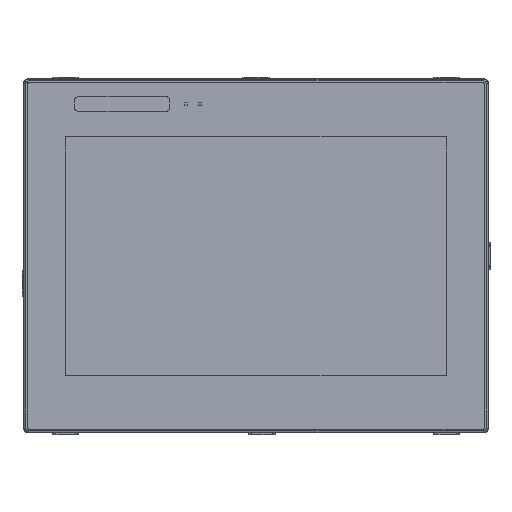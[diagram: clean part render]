
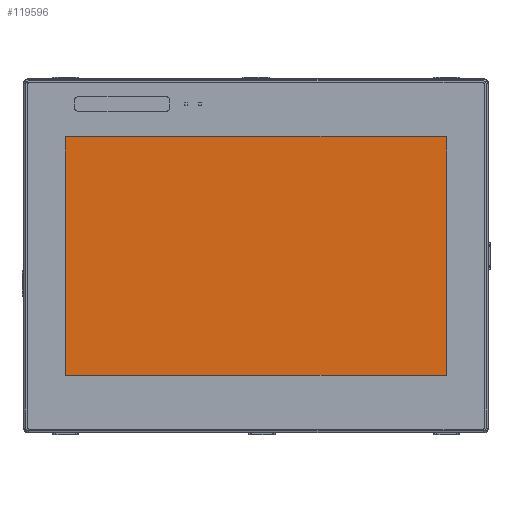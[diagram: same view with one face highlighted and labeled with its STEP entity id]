
A CAD part, top view. The second image highlights one B-rep face of the part: STEP entity #119596.
In plain terms, the highlighted planar face has unit normal (0, 0, 1).
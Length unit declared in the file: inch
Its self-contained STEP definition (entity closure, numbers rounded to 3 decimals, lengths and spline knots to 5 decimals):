
#98 = CARTESIAN_POINT ( 'NONE',  ( 11.03919, 7.65354, 1.19244 ) ) ;
#220 = EDGE_CURVE ( 'NONE', #108532, #114929, #165500, .T. ) ;
#10214 = DIRECTION ( 'NONE',  ( 0., 0., -1. ) ) ;
#10520 = DIRECTION ( 'NONE',  ( 1., 0., 0. ) ) ;
#11743 = CIRCLE ( 'NONE', #107980, 0.03937 ) ;
#12394 = CIRCLE ( 'NONE', #149273, 0.03937 ) ;
#14976 = AXIS2_PLACEMENT_3D ( 'NONE', #24259, #113220, #10520 ) ;
#16003 = ORIENTED_EDGE ( 'NONE', *, *, #150902, .F. ) ;
#17517 = ORIENTED_EDGE ( 'NONE', *, *, #125334, .F. ) ;
#18928 = CARTESIAN_POINT ( 'NONE',  ( 11.03919, 7.61417, 1.19244 ) ) ;
#20984 = DIRECTION ( 'NONE',  ( 1., 0., 0. ) ) ;
#21221 = VERTEX_POINT ( 'NONE', #47160 ) ;
#21868 = DIRECTION ( 'NONE',  ( 1., 0., 0. ) ) ;
#22051 = DIRECTION ( 'NONE',  ( -1., 0., 0. ) ) ;
#24259 = CARTESIAN_POINT ( 'NONE',  ( 11.03919, 1.24016, 1.19244 ) ) ;
#29402 = LINE ( 'NONE', #108864, #130426 ) ;
#34442 = ORIENTED_EDGE ( 'NONE', *, *, #137893, .F. ) ;
#34930 = CARTESIAN_POINT ( 'NONE',  ( 11.03919, 1.20079, 1.19244 ) ) ;
#35074 = EDGE_CURVE ( 'NONE', #105152, #91111, #119906, .T. ) ;
#35806 = PLANE ( 'NONE',  #127837 ) ;
#37609 = CARTESIAN_POINT ( 'NONE',  ( 11.07856, 1.24016, 1.19244 ) ) ;
#46594 = DIRECTION ( 'NONE',  ( 0., 0., -1. ) ) ;
#47160 = CARTESIAN_POINT ( 'NONE',  ( 0.76753, 1.24016, 1.19244 ) ) ;
#49479 = ORIENTED_EDGE ( 'NONE', *, *, #220, .F. ) ;
#57261 = VECTOR ( 'NONE', #177761, 39.37008 ) ;
#66492 = CARTESIAN_POINT ( 'NONE',  ( 0.76753, 0., 1.19244 ) ) ;
#73932 = CARTESIAN_POINT ( 'NONE',  ( 0.8069, 7.61417, 1.19244 ) ) ;
#74199 = EDGE_LOOP ( 'NONE', ( #123747, #117338, #16003, #157200, #159121, #17517, #34442, #49479 ) ) ;
#84103 = DIRECTION ( 'NONE',  ( -1., 0., 0. ) ) ;
#85106 = VECTOR ( 'NONE', #141070, 39.37008 ) ;
#85467 = LINE ( 'NONE', #168456, #85106 ) ;
#91111 = VERTEX_POINT ( 'NONE', #34930 ) ;
#91302 = VERTEX_POINT ( 'NONE', #98 ) ;
#92938 = LINE ( 'NONE', #66492, #57261 ) ;
#93389 = VERTEX_POINT ( 'NONE', #95682 ) ;
#95682 = CARTESIAN_POINT ( 'NONE',  ( 11.07856, 7.61417, 1.19244 ) ) ;
#102887 = DIRECTION ( 'NONE',  ( 1., 0., 0. ) ) ;
#105152 = VERTEX_POINT ( 'NONE', #37609 ) ;
#106006 = CARTESIAN_POINT ( 'NONE',  ( 0., 0., 1.19244 ) ) ;
#107980 = AXIS2_PLACEMENT_3D ( 'NONE', #173501, #10214, #176225 ) ;
#108532 = VERTEX_POINT ( 'NONE', #124145 ) ;
#108864 = CARTESIAN_POINT ( 'NONE',  ( 0., 1.20079, 1.19244 ) ) ;
#109157 = CARTESIAN_POINT ( 'NONE',  ( 0.8069, 1.20079, 1.19244 ) ) ;
#110150 = AXIS2_PLACEMENT_3D ( 'NONE', #73932, #46594, #20984 ) ;
#113220 = DIRECTION ( 'NONE',  ( 0., 0., -1. ) ) ;
#114929 = VERTEX_POINT ( 'NONE', #168232 ) ;
#117338 = ORIENTED_EDGE ( 'NONE', *, *, #122792, .F. ) ;
#119596 = ADVANCED_FACE ( 'NONE', ( #156437 ), #35806, .F. ) ;
#119906 = CIRCLE ( 'NONE', #14976, 0.03937 ) ;
#120417 = VERTEX_POINT ( 'NONE', #109157 ) ;
#122792 = EDGE_CURVE ( 'NONE', #120417, #21221, #11743, .T. ) ;
#123747 = ORIENTED_EDGE ( 'NONE', *, *, #165175, .F. ) ;
#124145 = CARTESIAN_POINT ( 'NONE',  ( 0.76753, 7.61417, 1.19244 ) ) ;
#125334 = EDGE_CURVE ( 'NONE', #91302, #93389, #12394, .T. ) ;
#127837 = AXIS2_PLACEMENT_3D ( 'NONE', #106006, #129027, #22051 ) ;
#129027 = DIRECTION ( 'NONE',  ( 0., 0., -1. ) ) ;
#130426 = VECTOR ( 'NONE', #84103, 39.37008 ) ;
#137893 = EDGE_CURVE ( 'NONE', #114929, #91302, #174190, .T. ) ;
#141070 = DIRECTION ( 'NONE',  ( 0., -1., 0. ) ) ;
#146830 = CARTESIAN_POINT ( 'NONE',  ( 0., 7.65354, 1.19244 ) ) ;
#149273 = AXIS2_PLACEMENT_3D ( 'NONE', #18928, #172166, #102887 ) ;
#150902 = EDGE_CURVE ( 'NONE', #91111, #120417, #29402, .T. ) ;
#156437 = FACE_OUTER_BOUND ( 'NONE', #74199, .T. ) ;
#157200 = ORIENTED_EDGE ( 'NONE', *, *, #35074, .F. ) ;
#158395 = EDGE_CURVE ( 'NONE', #93389, #105152, #85467, .T. ) ;
#159121 = ORIENTED_EDGE ( 'NONE', *, *, #158395, .F. ) ;
#161062 = VECTOR ( 'NONE', #21868, 39.37008 ) ;
#165175 = EDGE_CURVE ( 'NONE', #21221, #108532, #92938, .T. ) ;
#165500 = CIRCLE ( 'NONE', #110150, 0.03937 ) ;
#168232 = CARTESIAN_POINT ( 'NONE',  ( 0.8069, 7.65354, 1.19244 ) ) ;
#168456 = CARTESIAN_POINT ( 'NONE',  ( 11.07856, 0., 1.19244 ) ) ;
#172166 = DIRECTION ( 'NONE',  ( 0., 0., -1. ) ) ;
#173501 = CARTESIAN_POINT ( 'NONE',  ( 0.8069, 1.24016, 1.19244 ) ) ;
#174190 = LINE ( 'NONE', #146830, #161062 ) ;
#176225 = DIRECTION ( 'NONE',  ( 1., 0., 0. ) ) ;
#177761 = DIRECTION ( 'NONE',  ( 0., 1., 0. ) ) ;
